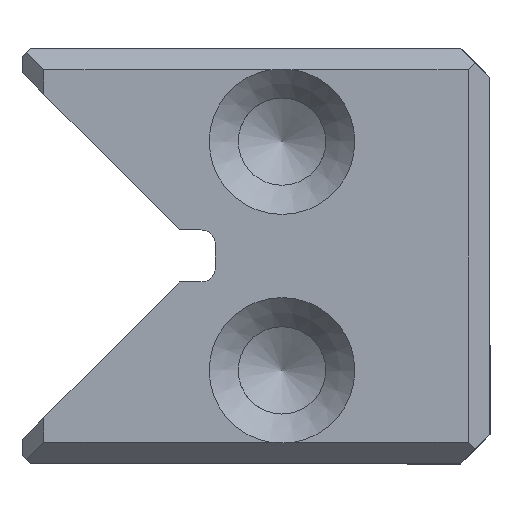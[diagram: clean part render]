
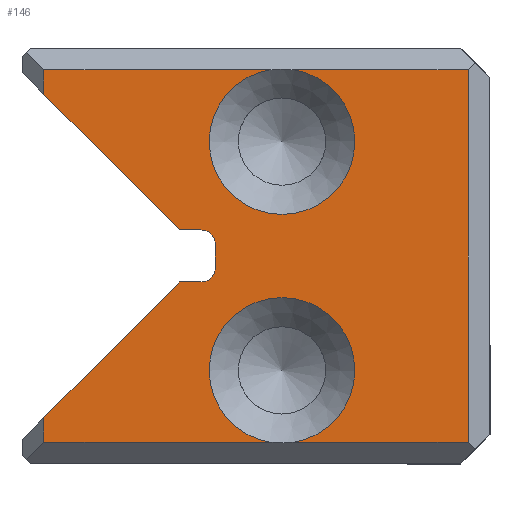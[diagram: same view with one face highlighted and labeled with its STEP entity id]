
A CAD part, left-side view. The second image highlights one B-rep face of the part: STEP entity #146.
In plain terms, the highlighted planar face has unit normal (-1, 0, 0).
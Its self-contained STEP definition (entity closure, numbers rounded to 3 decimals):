
#146=ADVANCED_FACE('',(#236),#206,.T.);
#206=PLANE('',#1054);
#236=FACE_OUTER_BOUND('',#263,.T.);
#263=EDGE_LOOP('',(#519,#520,#521,#522,#523,#524,#525,#526,#527,#528,#529,
#530,#531,#532,#533,#534));
#355=LINE('',#1438,#437);
#356=LINE('',#1440,#438);
#357=LINE('',#1442,#439);
#358=LINE('',#1446,#440);
#359=LINE('',#1448,#441);
#360=LINE('',#1450,#442);
#361=LINE('',#1452,#443);
#362=LINE('',#1456,#444);
#363=LINE('',#1460,#445);
#364=LINE('',#1462,#446);
#365=LINE('',#1464,#447);
#366=LINE('',#1466,#448);
#437=VECTOR('',#1154,1.);
#438=VECTOR('',#1155,1.);
#439=VECTOR('',#1156,1.);
#440=VECTOR('',#1159,1.);
#441=VECTOR('',#1160,1.);
#442=VECTOR('',#1161,1.);
#443=VECTOR('',#1162,1.);
#444=VECTOR('',#1165,1.);
#445=VECTOR('',#1168,1.);
#446=VECTOR('',#1169,1.);
#447=VECTOR('',#1170,1.);
#448=VECTOR('',#1171,1.);
#519=ORIENTED_EDGE('',*,*,#879,.F.);
#520=ORIENTED_EDGE('',*,*,#880,.T.);
#521=ORIENTED_EDGE('',*,*,#881,.T.);
#522=ORIENTED_EDGE('',*,*,#882,.T.);
#523=ORIENTED_EDGE('',*,*,#883,.T.);
#524=ORIENTED_EDGE('',*,*,#884,.T.);
#525=ORIENTED_EDGE('',*,*,#885,.T.);
#526=ORIENTED_EDGE('',*,*,#886,.T.);
#527=ORIENTED_EDGE('',*,*,#887,.T.);
#528=ORIENTED_EDGE('',*,*,#888,.T.);
#529=ORIENTED_EDGE('',*,*,#889,.T.);
#530=ORIENTED_EDGE('',*,*,#890,.T.);
#531=ORIENTED_EDGE('',*,*,#891,.F.);
#532=ORIENTED_EDGE('',*,*,#892,.F.);
#533=ORIENTED_EDGE('',*,*,#893,.T.);
#534=ORIENTED_EDGE('',*,*,#894,.T.);
#779=VERTEX_POINT('',#1436);
#780=VERTEX_POINT('',#1437);
#781=VERTEX_POINT('',#1439);
#782=VERTEX_POINT('',#1441);
#783=VERTEX_POINT('',#1443);
#784=VERTEX_POINT('',#1445);
#785=VERTEX_POINT('',#1447);
#786=VERTEX_POINT('',#1449);
#787=VERTEX_POINT('',#1451);
#788=VERTEX_POINT('',#1453);
#789=VERTEX_POINT('',#1455);
#790=VERTEX_POINT('',#1457);
#791=VERTEX_POINT('',#1459);
#792=VERTEX_POINT('',#1461);
#793=VERTEX_POINT('',#1463);
#794=VERTEX_POINT('',#1465);
#879=EDGE_CURVE('',#779,#780,#1009,.T.);
#880=EDGE_CURVE('',#779,#781,#355,.T.);
#881=EDGE_CURVE('',#781,#782,#356,.T.);
#882=EDGE_CURVE('',#782,#783,#357,.T.);
#883=EDGE_CURVE('',#783,#784,#1010,.T.);
#884=EDGE_CURVE('',#784,#785,#358,.T.);
#885=EDGE_CURVE('',#785,#786,#359,.T.);
#886=EDGE_CURVE('',#786,#787,#360,.T.);
#887=EDGE_CURVE('',#787,#788,#361,.T.);
#888=EDGE_CURVE('',#788,#789,#1011,.T.);
#889=EDGE_CURVE('',#789,#790,#362,.T.);
#890=EDGE_CURVE('',#790,#791,#1012,.T.);
#891=EDGE_CURVE('',#792,#791,#363,.T.);
#892=EDGE_CURVE('',#793,#792,#364,.T.);
#893=EDGE_CURVE('',#793,#794,#365,.T.);
#894=EDGE_CURVE('',#794,#780,#366,.T.);
#1009=CIRCLE('',#1050,3.5);
#1010=CIRCLE('',#1051,3.5);
#1011=CIRCLE('',#1052,0.7);
#1012=CIRCLE('',#1053,0.7);
#1050=AXIS2_PLACEMENT_3D('',#1435,#1152,#1153);
#1051=AXIS2_PLACEMENT_3D('',#1444,#1157,#1158);
#1052=AXIS2_PLACEMENT_3D('',#1454,#1163,#1164);
#1053=AXIS2_PLACEMENT_3D('',#1458,#1166,#1167);
#1054=AXIS2_PLACEMENT_3D('',#1467,#1172,#1173);
#1152=DIRECTION('',(-1.,0.,0.));
#1153=DIRECTION('',(0.,0.,1.));
#1154=DIRECTION('',(0.,-1.,0.));
#1155=DIRECTION('',(0.,0.,1.));
#1156=DIRECTION('',(0.,1.,0.));
#1157=DIRECTION('',(1.,0.,0.));
#1158=DIRECTION('',(0.,0.,-1.));
#1159=DIRECTION('',(0.,1.,0.));
#1160=DIRECTION('',(0.,0.,-1.));
#1161=DIRECTION('',(0.,-0.707,-0.707));
#1162=DIRECTION('',(0.,-1.,0.));
#1163=DIRECTION('',(1.,0.,0.));
#1164=DIRECTION('',(0.,0.,1.));
#1165=DIRECTION('',(0.,0.,-1.));
#1166=DIRECTION('',(1.,0.,0.));
#1167=DIRECTION('',(0.,0.,1.));
#1168=DIRECTION('',(0.,-1.,0.));
#1169=DIRECTION('',(0.,-0.707,0.707));
#1170=DIRECTION('',(0.,0.,-1.));
#1171=DIRECTION('',(0.,-1.,0.));
#1172=DIRECTION('',(-1.,0.,0.));
#1173=DIRECTION('',(0.,0.,1.));
#1435=CARTESIAN_POINT('',(0.,10.,4.5));
#1436=CARTESIAN_POINT('',(0.,9.411,1.05));
#1437=CARTESIAN_POINT('',(0.,10.589,1.05));
#1438=CARTESIAN_POINT('',(0.,11.25,1.05));
#1439=CARTESIAN_POINT('',(0.,1.05,1.05));
#1440=CARTESIAN_POINT('',(0.,1.05,0.));
#1441=CARTESIAN_POINT('',(0.,1.05,18.95));
#1442=CARTESIAN_POINT('',(0.,11.25,18.95));
#1443=CARTESIAN_POINT('',(0.,9.411,18.95));
#1444=CARTESIAN_POINT('',(0.,10.,15.5));
#1445=CARTESIAN_POINT('',(0.,10.589,18.95));
#1446=CARTESIAN_POINT('',(0.,11.25,18.95));
#1447=CARTESIAN_POINT('',(0.,21.45,18.95));
#1448=CARTESIAN_POINT('',(0.,21.45,0.));
#1449=CARTESIAN_POINT('',(0.,21.45,17.778));
#1450=CARTESIAN_POINT('',(0.,22.5,18.828));
#1451=CARTESIAN_POINT('',(0.,14.922,11.25));
#1452=CARTESIAN_POINT('',(0.,13.2,11.25));
#1453=CARTESIAN_POINT('',(0.,13.9,11.25));
#1454=CARTESIAN_POINT('',(0.,13.9,10.55));
#1455=CARTESIAN_POINT('',(0.,13.2,10.55));
#1456=CARTESIAN_POINT('',(0.,13.2,11.25));
#1457=CARTESIAN_POINT('',(0.,13.2,9.45));
#1458=CARTESIAN_POINT('',(0.,13.9,9.45));
#1459=CARTESIAN_POINT('',(0.,13.9,8.75));
#1460=CARTESIAN_POINT('',(0.,13.2,8.75));
#1461=CARTESIAN_POINT('',(0.,14.922,8.75));
#1462=CARTESIAN_POINT('',(0.,22.5,1.172));
#1463=CARTESIAN_POINT('',(0.,21.45,2.222));
#1464=CARTESIAN_POINT('',(0.,21.45,0.));
#1465=CARTESIAN_POINT('',(0.,21.45,1.05));
#1466=CARTESIAN_POINT('',(0.,11.25,1.05));
#1467=CARTESIAN_POINT('',(0.,11.25,0.));
